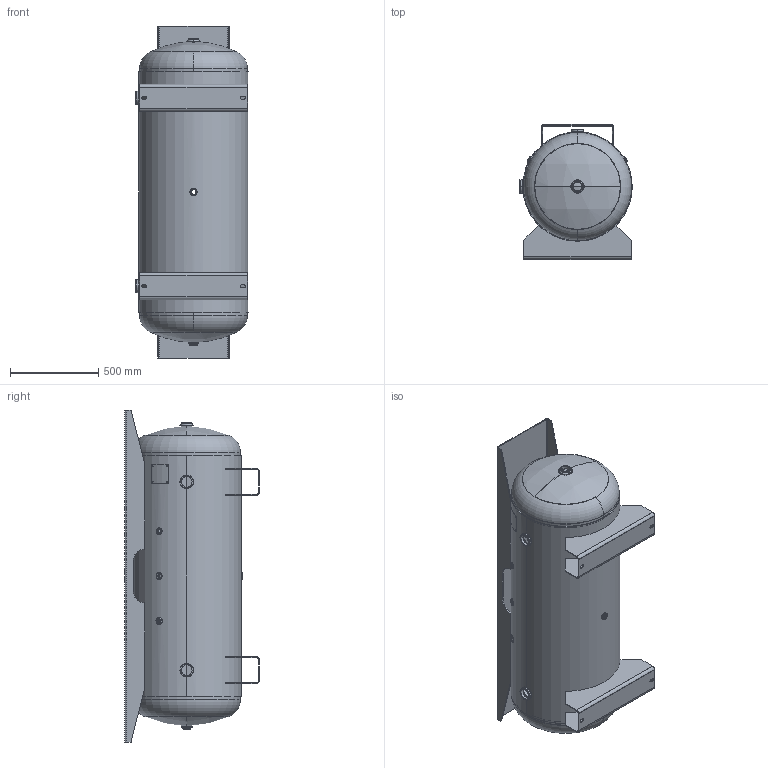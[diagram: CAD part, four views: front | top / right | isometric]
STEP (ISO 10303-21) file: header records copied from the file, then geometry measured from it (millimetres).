
FILE_DESCRIPTION (( 'STEP AP214' ), '1' );
FILE_NAME ('302700.STEP', '2024-04-16T21:20:29', ( '' ), ( '' ), 'SwSTEP 2.0', 'SolidWorks 2022', '' );
FILE_SCHEMA (( 'AUTOMOTIVE_DESIGN' ));
Length unit declared in the file: inch
Products named in the file (14): NP-HOR_24; PHOENIX FLAT FLANGE_0750; PHOENIX RAD FLANGE_200P958 OR; PHOENIX FLAT FLANGE_1000; HEAD_24X149PLN; PHOENIX FLAT FLANGE_1500; A84530.1; 302700; A91912; PHOENIX FLAT FLANGE_0250P391; PHOENIX FLAT FLANGE_0375Q; PHOENIX RAD FLANGE_150P957 OR; 302700-SL; PHOENIX FLAT FLANGE_0500P393
Assembly tree (17 placements, depth 2):
  302700
    302700-SL
    HEAD_24X149PLN  x2
    PHOENIX RAD FLANGE_200P958 OR  x2
    PHOENIX FLAT FLANGE_1000
    PHOENIX FLAT FLANGE_1500
    PHOENIX RAD FLANGE_150P957 OR
    PHOENIX FLAT FLANGE_0250P391  x2
    PHOENIX FLAT FLANGE_0750
    PHOENIX FLAT FLANGE_0375Q
    PHOENIX FLAT FLANGE_0500P393
    A91912  x2
    A84530.1
    NP-HOR_24
Bounding box: 636.43 x 762.04 x 1879.6 mm (x, y, z)
Volume: 24066474.2 mm3; surface area: 10357348.9 mm2
Topology: 17 solids, 17 shells, 401 faces, 890 edges, 538 vertices
Faces by surface type: cylinder 125, torus 122, plane 118, bspline 28, sphere 8
Entity records: 18303 total; most frequent: CARTESIAN_POINT 10587, DIRECTION 1571, ORIENTED_EDGE 1386, EDGE_CURVE 693, AXIS2_PLACEMENT_3D 680, VERTEX_POINT 420, CIRCLE 378, EDGE_LOOP 367
